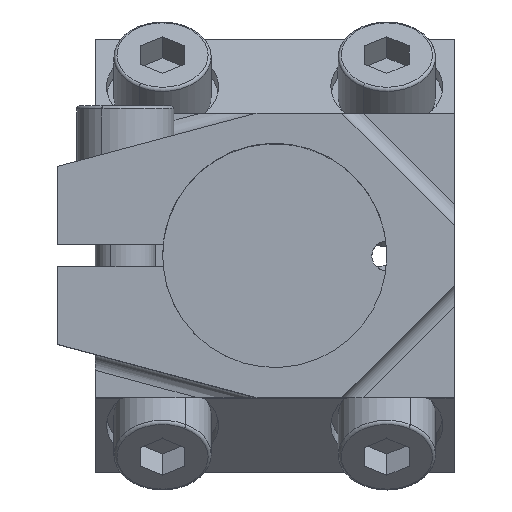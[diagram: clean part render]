
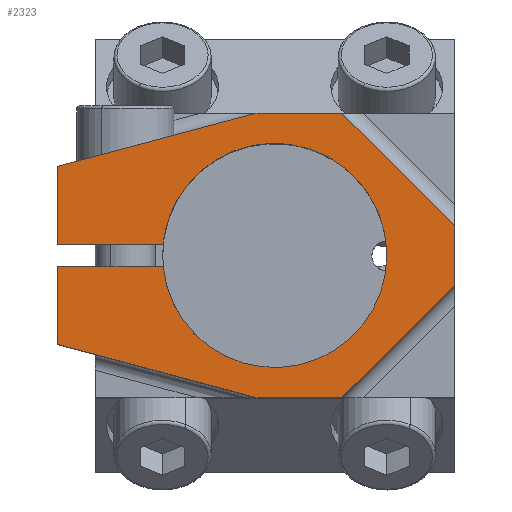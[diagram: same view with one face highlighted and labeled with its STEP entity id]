
A CAD part, top view. The second image highlights one B-rep face of the part: STEP entity #2323.
In plain terms, the highlighted planar face has unit normal (0, 0, 1).
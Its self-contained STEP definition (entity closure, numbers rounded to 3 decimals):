
#571=CARTESIAN_POINT('Vertex',(-6.,-19.,70.)) ;
#574=CARTESIAN_POINT('Line Origine',(-11.751,-19.,70.)) ;
#578=CARTESIAN_POINT('Vertex',(-17.501,-19.,70.)) ;
#928=CARTESIAN_POINT('Line Origine',(-30.751,-15.45,70.)) ;
#932=CARTESIAN_POINT('Vertex',(-44.,-11.9,70.)) ;
#1173=CARTESIAN_POINT('Vertex',(-44.,-1.5,70.)) ;
#1176=CARTESIAN_POINT('Line Origine',(-44.,-6.7,70.)) ;
#1193=CARTESIAN_POINT('Line Origine',(-36.962,-1.5,70.)) ;
#1197=CARTESIAN_POINT('Vertex',(-29.925,-1.5,70.)) ;
#1426=CARTESIAN_POINT('Vertex',(-44.,11.9,70.)) ;
#1429=CARTESIAN_POINT('Line Origine',(-30.751,15.45,70.)) ;
#1433=CARTESIAN_POINT('Vertex',(-17.501,19.,70.)) ;
#1543=CARTESIAN_POINT('Vertex',(-29.925,1.5,70.)) ;
#1546=CARTESIAN_POINT('Line Origine',(-36.962,1.5,70.)) ;
#1550=CARTESIAN_POINT('Vertex',(-44.,1.5,70.)) ;
#1583=CARTESIAN_POINT('Line Origine',(-44.,6.7,70.)) ;
#1983=CARTESIAN_POINT('Vertex',(-6.,19.,70.)) ;
#1986=CARTESIAN_POINT('Line Origine',(1.5,11.5,70.)) ;
#1990=CARTESIAN_POINT('Vertex',(9.,4.,70.)) ;
#2113=CARTESIAN_POINT('Vertex',(-28.164,7.191,70.)) ;
#2116=CARTESIAN_POINT('Axis2P3D Location',(-15.,0.,70.)) ;
#2273=CARTESIAN_POINT('Axis2P3D Location',(0.,19.,70.)) ;
#2278=CARTESIAN_POINT('Line Origine',(1.5,-11.5,70.)) ;
#2282=CARTESIAN_POINT('Vertex',(9.,-4.,70.)) ;
#2285=CARTESIAN_POINT('Line Origine',(9.,0.,70.)) ;
#2290=CARTESIAN_POINT('Line Origine',(-11.751,19.,70.)) ;
#2295=CARTESIAN_POINT('Axis2P3D Location',(-15.,0.,70.)) ;
#2299=CARTESIAN_POINT('Vertex',(-1.836,-7.191,70.)) ;
#2302=CARTESIAN_POINT('Axis2P3D Location',(-15.,0.,70.)) ;
#575=DIRECTION('Vector Direction',(1.,0.,0.)) ;
#929=DIRECTION('Vector Direction',(-0.966,0.259,0.)) ;
#1177=DIRECTION('Vector Direction',(0.,-1.,0.)) ;
#1194=DIRECTION('Vector Direction',(-1.,0.,0.)) ;
#1430=DIRECTION('Vector Direction',(-0.966,-0.259,0.)) ;
#1547=DIRECTION('Vector Direction',(1.,0.,0.)) ;
#1584=DIRECTION('Vector Direction',(0.,-1.,0.)) ;
#1987=DIRECTION('Vector Direction',(0.707,-0.707,0.)) ;
#2117=DIRECTION('Axis2P3D Direction',(0.,-0.,-1.)) ;
#2274=DIRECTION('Axis2P3D Direction',(-0.,0.,1.)) ;
#2275=DIRECTION('Axis2P3D XDirection',(0.,-1.,0.)) ;
#2279=DIRECTION('Vector Direction',(-0.707,-0.707,0.)) ;
#2286=DIRECTION('Vector Direction',(0.,-1.,0.)) ;
#2291=DIRECTION('Vector Direction',(1.,0.,0.)) ;
#2296=DIRECTION('Axis2P3D Direction',(-0.,0.,1.)) ;
#2303=DIRECTION('Axis2P3D Direction',(-0.,0.,1.)) ;
#2118=AXIS2_PLACEMENT_3D('Circle Axis2P3D',#2116,#2117,$) ;
#2276=AXIS2_PLACEMENT_3D('Plane Axis2P3D',#2273,#2274,#2275) ;
#2297=AXIS2_PLACEMENT_3D('Circle Axis2P3D',#2295,#2296,$) ;
#2304=AXIS2_PLACEMENT_3D('Circle Axis2P3D',#2302,#2303,$) ;
#2308=ORIENTED_EDGE('',*,*,#1180,.T.) ;
#2309=ORIENTED_EDGE('',*,*,#934,.F.) ;
#2310=ORIENTED_EDGE('',*,*,#580,.T.) ;
#2311=ORIENTED_EDGE('',*,*,#2284,.F.) ;
#2312=ORIENTED_EDGE('',*,*,#2289,.F.) ;
#2313=ORIENTED_EDGE('',*,*,#1992,.F.) ;
#2314=ORIENTED_EDGE('',*,*,#2294,.F.) ;
#2315=ORIENTED_EDGE('',*,*,#1435,.T.) ;
#2316=ORIENTED_EDGE('',*,*,#1587,.T.) ;
#2317=ORIENTED_EDGE('',*,*,#1552,.F.) ;
#2318=ORIENTED_EDGE('',*,*,#2120,.F.) ;
#2319=ORIENTED_EDGE('',*,*,#2301,.F.) ;
#2320=ORIENTED_EDGE('',*,*,#2306,.F.) ;
#2321=ORIENTED_EDGE('',*,*,#1199,.F.) ;
#576=VECTOR('Line Direction',#575,1.) ;
#930=VECTOR('Line Direction',#929,1.) ;
#1178=VECTOR('Line Direction',#1177,1.) ;
#1195=VECTOR('Line Direction',#1194,1.) ;
#1431=VECTOR('Line Direction',#1430,1.) ;
#1548=VECTOR('Line Direction',#1547,1.) ;
#1585=VECTOR('Line Direction',#1584,1.) ;
#1988=VECTOR('Line Direction',#1987,1.) ;
#2280=VECTOR('Line Direction',#2279,1.) ;
#2287=VECTOR('Line Direction',#2286,1.) ;
#2292=VECTOR('Line Direction',#2291,1.) ;
#2323=ADVANCED_FACE('PartBody',(#2322),#2277,.T.) ;
#2119=CIRCLE('generated circle',#2118,15.) ;
#2298=CIRCLE('generated circle',#2297,15.) ;
#2305=CIRCLE('generated circle',#2304,15.) ;
#580=EDGE_CURVE('',#579,#572,#577,.T.) ;
#934=EDGE_CURVE('',#579,#933,#931,.T.) ;
#1180=EDGE_CURVE('',#1174,#933,#1179,.T.) ;
#1199=EDGE_CURVE('',#1174,#1198,#1196,.F.) ;
#1435=EDGE_CURVE('',#1434,#1427,#1432,.T.) ;
#1552=EDGE_CURVE('',#1544,#1551,#1549,.F.) ;
#1587=EDGE_CURVE('',#1427,#1551,#1586,.T.) ;
#1992=EDGE_CURVE('',#1984,#1991,#1989,.T.) ;
#2120=EDGE_CURVE('',#2114,#1544,#2119,.F.) ;
#2284=EDGE_CURVE('',#2283,#572,#2281,.T.) ;
#2289=EDGE_CURVE('',#1991,#2283,#2288,.T.) ;
#2294=EDGE_CURVE('',#1434,#1984,#2293,.T.) ;
#2301=EDGE_CURVE('',#2300,#2114,#2298,.T.) ;
#2306=EDGE_CURVE('',#1198,#2300,#2305,.T.) ;
#2307=EDGE_LOOP('',(#2308,#2309,#2310,#2311,#2312,#2313,#2314,#2315,#2316,#2317,#2318,#2319,#2320,#2321)) ;
#2322=FACE_OUTER_BOUND('',#2307,.T.) ;
#577=LINE('Line',#574,#576) ;
#931=LINE('Line',#928,#930) ;
#1179=LINE('Line',#1176,#1178) ;
#1196=LINE('Line',#1193,#1195) ;
#1432=LINE('Line',#1429,#1431) ;
#1549=LINE('Line',#1546,#1548) ;
#1586=LINE('Line',#1583,#1585) ;
#1989=LINE('Line',#1986,#1988) ;
#2281=LINE('Line',#2278,#2280) ;
#2288=LINE('Line',#2285,#2287) ;
#2293=LINE('Line',#2290,#2292) ;
#2277=PLANE('',#2276) ;
#572=VERTEX_POINT('',#571) ;
#579=VERTEX_POINT('',#578) ;
#933=VERTEX_POINT('',#932) ;
#1174=VERTEX_POINT('',#1173) ;
#1198=VERTEX_POINT('',#1197) ;
#1427=VERTEX_POINT('',#1426) ;
#1434=VERTEX_POINT('',#1433) ;
#1544=VERTEX_POINT('',#1543) ;
#1551=VERTEX_POINT('',#1550) ;
#1984=VERTEX_POINT('',#1983) ;
#1991=VERTEX_POINT('',#1990) ;
#2114=VERTEX_POINT('',#2113) ;
#2283=VERTEX_POINT('',#2282) ;
#2300=VERTEX_POINT('',#2299) ;
